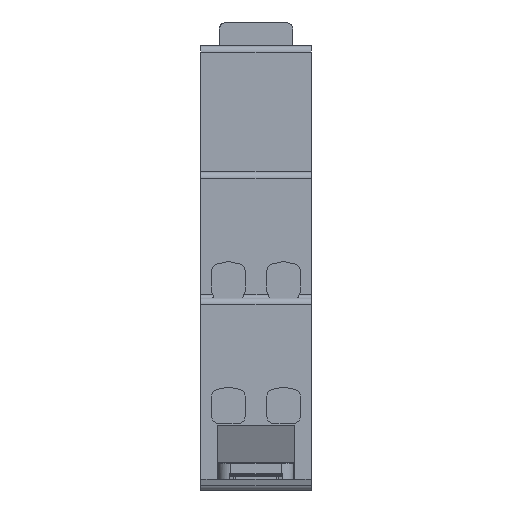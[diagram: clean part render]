
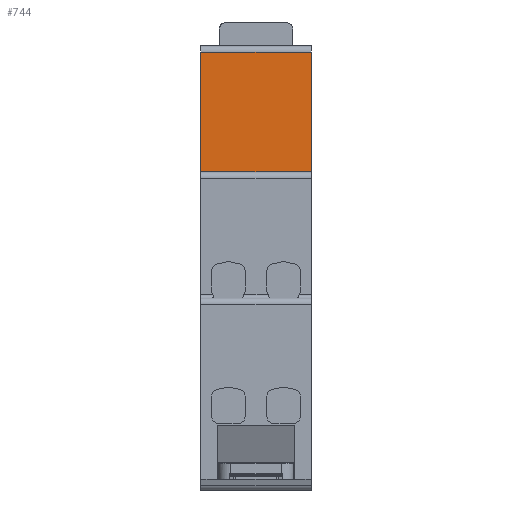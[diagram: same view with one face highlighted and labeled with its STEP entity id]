
A CAD part, front view. The second image highlights one B-rep face of the part: STEP entity #744.
In plain terms, the highlighted planar face has unit normal (0, -1, 0).
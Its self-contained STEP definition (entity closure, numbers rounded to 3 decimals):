
#744=ADVANCED_FACE('',(#1952),#1953,.T.);
#1952=FACE_OUTER_BOUND('',#3788,.T.);
#1953=PLANE('',#3789);
#3788=EDGE_LOOP('',(#11423,#11424,#11425,#11426));
#3789=AXIS2_PLACEMENT_3D('',#11427,#11428,#11429);
#11423=ORIENTED_EDGE('',*,*,#15884,.F.);
#11424=ORIENTED_EDGE('',*,*,#15756,.T.);
#11425=ORIENTED_EDGE('',*,*,#15886,.T.);
#11426=ORIENTED_EDGE('',*,*,#15694,.T.);
#11427=CARTESIAN_POINT('',(0.,22.35,51.2));
#11428=DIRECTION('',(0.0,-1.0,0.0));
#11429=DIRECTION('',(0.0,0.0,1.0));
#15694=EDGE_CURVE('',#17940,#17938,#17941,.T.);
#15756=EDGE_CURVE('',#18050,#18048,#18051,.T.);
#15884=EDGE_CURVE('',#18050,#17938,#18249,.T.);
#15886=EDGE_CURVE('',#18048,#17940,#18251,.T.);
#17938=VERTEX_POINT('',#21257);
#17940=VERTEX_POINT('',#21260);
#17941=LINE('',#21261,#21262);
#18048=VERTEX_POINT('',#21409);
#18050=VERTEX_POINT('',#21411);
#18051=LINE('',#21412,#21413);
#18249=LINE('',#21755,#21756);
#18251=LINE('',#21758,#21759);
#21257=CARTESIAN_POINT('',(0.,22.35,50.7));
#21260=CARTESIAN_POINT('',(0.,22.35,69.8));
#21261=CARTESIAN_POINT('',(0.,22.35,5.));
#21262=VECTOR('',#27719,1.0);
#21409=CARTESIAN_POINT('',(17.6,22.35,69.8));
#21411=CARTESIAN_POINT('',(17.6,22.35,50.7));
#21412=CARTESIAN_POINT('',(17.6,22.35,51.2));
#21413=VECTOR('',#27808,1.0);
#21755=CARTESIAN_POINT('',(0.,22.35,50.7));
#21756=VECTOR('',#27947,1.0);
#21758=CARTESIAN_POINT('',(0.,22.35,69.8));
#21759=VECTOR('',#27948,1.0);
#27719=DIRECTION('',(0.0,0.0,-1.0));
#27808=DIRECTION('',(0.0,0.0,1.0));
#27947=DIRECTION('',(-1.0,0.0,0.0));
#27948=DIRECTION('',(-1.0,0.0,0.0));
